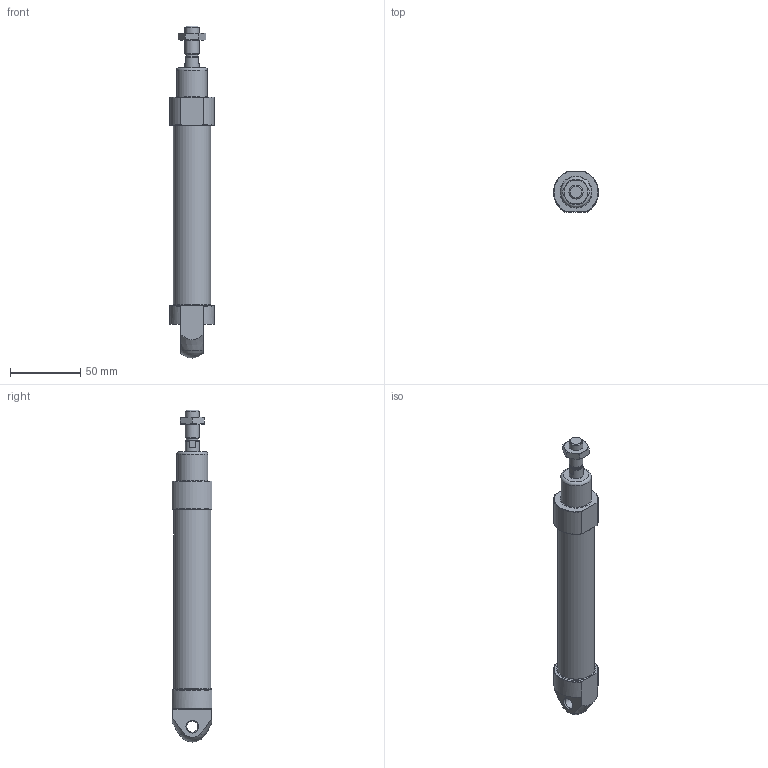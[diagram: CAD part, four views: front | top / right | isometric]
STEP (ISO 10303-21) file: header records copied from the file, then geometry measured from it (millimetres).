
FILE_DESCRIPTION(/* description */ ('STEP AP214'),/* implementation_level */ '2;1');
FILE_NAME(/* name */ '2159641_CRDSNU-B-25-100-PPS-A-MG-A1',/* time_stamp */ '2024-08-08T15:45:39+02:00',/* author */ ('License CC BY-ND 4.0'),/* organization */ ('CADENAS'),/* preprocessor_version */ 'ST-DEVELOPER v19.3',/* originating_system */ 'PARTsolutions',/* authorisation */ ' ');
FILE_SCHEMA (('AUTOMOTIVE_DESIGN {1 0 10303 214 3 1 1}'));
Length unit declared in the file: millimetre
Products named in the file (4): 2159641 CRDSNU-B-25-100-PPS-A-MG-A1---(0); CRDSNU-B-25-PPS-MG-A1---(100)ZR; CRDSNU-B 25---(100)K; DIN-439-B - M10x1.25(F)
Assembly tree (3 placements, depth 2):
  2159641 CRDSNU-B-25-100-PPS-A-MG-A1---(0)
    CRDSNU-B-25-PPS-MG-A1---(100)ZR
    CRDSNU-B 25---(100)K
    DIN-439-B - M10x1.25(F)
Bounding box: 32 x 28.3 x 237 mm (x, y, z)
Volume: 72998.5 mm3; surface area: 38477.4 mm2
Topology: 3 solids, 3 shells, 83 faces, 196 edges, 124 vertices
Faces by surface type: plane 35, cylinder 18, cone 17, torus 12, sphere 1
Full cylindrical faces by diameter (mm): 8 x1, 8.4 x1, 8.566 x2, 8.647 x1, 10 x3, 22 x1, 25 x2, 26.52 x1
Entity records: 2389 total; most frequent: CARTESIAN_POINT 561, DIRECTION 360, ORIENTED_EDGE 316, AXIS2_PLACEMENT_3D 159, EDGE_CURVE 158, FACE_BOUND 125, EDGE_LOOP 124, VERTEX_POINT 117
